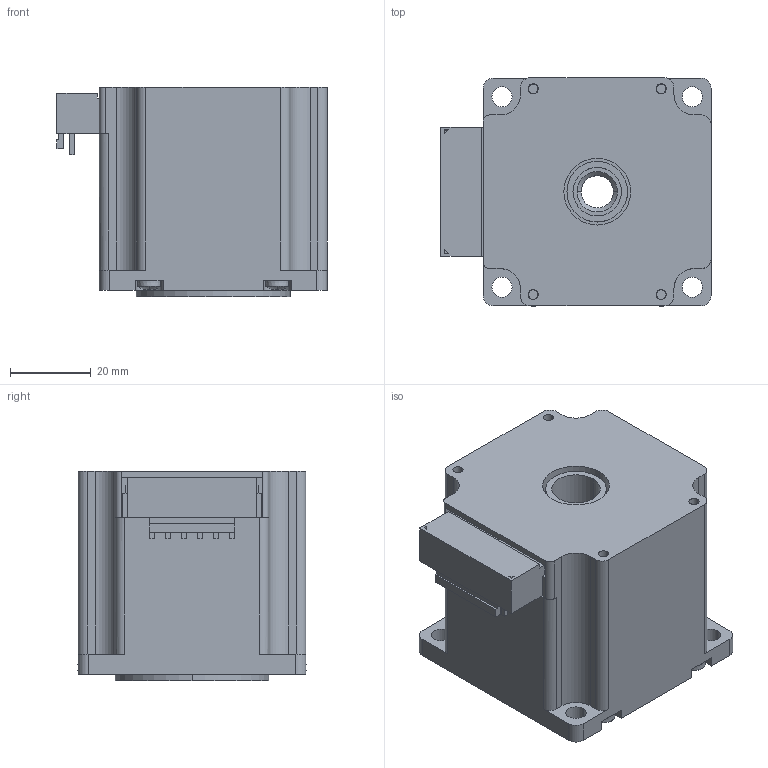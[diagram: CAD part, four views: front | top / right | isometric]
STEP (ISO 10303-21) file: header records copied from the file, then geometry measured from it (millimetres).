
FILE_DESCRIPTION (( 'STEP AP214' ), '1' );
FILE_NAME ('Stepper_Motor_Nema_23.STEP', '2024-06-20T07:58:44', ( '' ), ( '' ), 'SwSTEP 2.0', 'SolidWorks 2024', '' );
FILE_SCHEMA (( 'AUTOMOTIVE_DESIGN' ));
Length unit declared in the file: millimetre
Products named in the file (1): Stepper_Motor_Nema_23
Bounding box: 66.9 x 56.54 x 51.9 mm (x, y, z)
Volume: 140709.6 mm3; surface area: 29887.3 mm2
Topology: 1 solids, 7 shells, 656 faces, 1874 edges, 1210 vertices
Faces by surface type: plane 412, cylinder 128, cone 80, bspline 36
Entity records: 22639 total; most frequent: CARTESIAN_POINT 5609, ORIENTED_EDGE 3732, DIRECTION 3334, EDGE_CURVE 1866, VERTEX_POINT 1210, VECTOR 1208, LINE 1208, AXIS2_PLACEMENT_3D 1063
